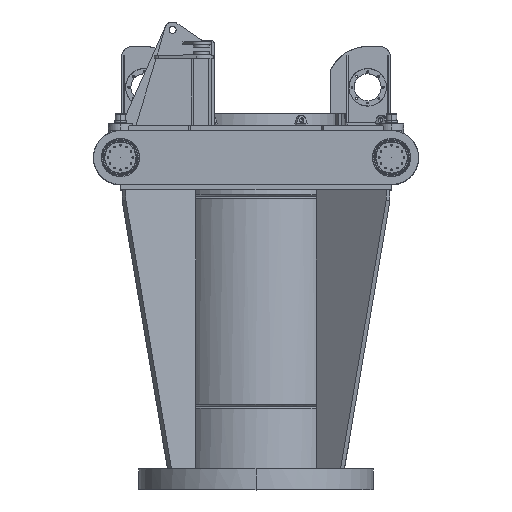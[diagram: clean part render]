
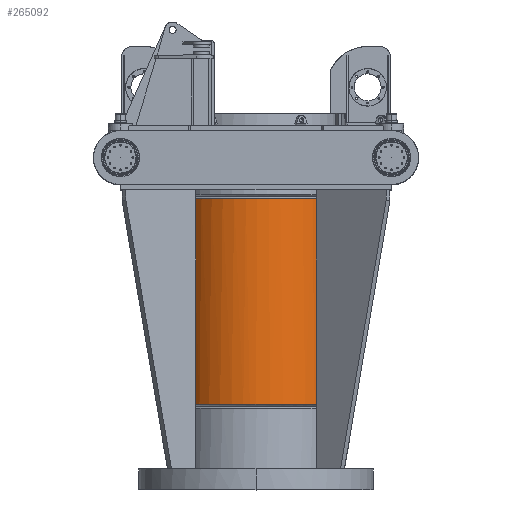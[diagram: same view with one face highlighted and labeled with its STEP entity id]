
A CAD part, top view. The second image highlights one B-rep face of the part: STEP entity #265092.
In plain terms, the highlighted free-form (B-spline) face has degree [2, 1] with [5, 2] control points.
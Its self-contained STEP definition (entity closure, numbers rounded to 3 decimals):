
#265092 = ADVANCED_FACE('',(#265093),#265135,.T.);
#265093 = FACE_BOUND('',#265094,.T.);
#265094 = EDGE_LOOP('',(#265095,#265104,#265114,#265121,#265129));
#265095 = ORIENTED_EDGE('',*,*,#265096,.F.);
#265096 = EDGE_CURVE('',#265097,#265099,#265101,.T.);
#265097 = VERTEX_POINT('',#265098);
#265098 = CARTESIAN_POINT('',(-1051.253,3794.747,
    171.234));
#265099 = VERTEX_POINT('',#265100);
#265100 = CARTESIAN_POINT('',(-1051.253,1111.546,
    171.234));
#265101 = B_SPLINE_CURVE_WITH_KNOTS('',1,(#265102,#265103),
  .UNSPECIFIED.,.F.,.F.,(2,2),(0.,3007.401),
  .PIECEWISE_BEZIER_KNOTS.);
#265102 = CARTESIAN_POINT('',(-1051.253,3794.747,
    171.234));
#265103 = CARTESIAN_POINT('',(-1051.253,1111.546,
    171.234));
#265104 = ORIENTED_EDGE('',*,*,#265105,.F.);
#265105 = EDGE_CURVE('',#265106,#265097,#265108,.T.);
#265106 = VERTEX_POINT('',#265107);
#265107 = CARTESIAN_POINT('',(1051.253,3794.747,
    171.234));
#265108 = ( BOUNDED_CURVE() B_SPLINE_CURVE(2,(#265109,#265110,#265111,
#265112,#265113),.UNSPECIFIED.,.F.,.F.) B_SPLINE_CURVE_WITH_KNOTS((3,2,3
    ),(0.,1.409,2.819),
.PIECEWISE_BEZIER_KNOTS.) CURVE() GEOMETRIC_REPRESENTATION_ITEM() 
RATIONAL_B_SPLINE_CURVE((1.,0.762,1.,0.762,1.)) 
REPRESENTATION_ITEM('') );
#265109 = CARTESIAN_POINT('',(1051.253,3794.747,
    171.234));
#265110 = CARTESIAN_POINT('',(905.654,3794.747,
    1065.108));
#265111 = CARTESIAN_POINT('',(0.,3794.747,
    1065.108));
#265112 = CARTESIAN_POINT('',(-905.654,3794.747,
    1065.108));
#265113 = CARTESIAN_POINT('',(-1051.253,3794.747,
    171.234));
#265114 = ORIENTED_EDGE('',*,*,#265115,.F.);
#265115 = EDGE_CURVE('',#265116,#265106,#265118,.T.);
#265116 = VERTEX_POINT('',#265117);
#265117 = CARTESIAN_POINT('',(1051.253,1111.546,
    171.234));
#265118 = B_SPLINE_CURVE_WITH_KNOTS('',1,(#265119,#265120),
  .UNSPECIFIED.,.F.,.F.,(2,2),(0.,3007.401),
  .PIECEWISE_BEZIER_KNOTS.);
#265119 = CARTESIAN_POINT('',(1051.253,1111.546,
    171.234));
#265120 = CARTESIAN_POINT('',(1051.253,3794.747,
    171.234));
#265121 = ORIENTED_EDGE('',*,*,#265122,.F.);
#265122 = EDGE_CURVE('',#265123,#265116,#265125,.T.);
#265123 = VERTEX_POINT('',#265124);
#265124 = CARTESIAN_POINT('',(0.,1111.546,
    1065.108));
#265125 = ( BOUNDED_CURVE() B_SPLINE_CURVE(2,(#265126,#265127,#265128),
.UNSPECIFIED.,.F.,.F.) B_SPLINE_CURVE_WITH_KNOTS((3,3),(
0.,1.409),.PIECEWISE_BEZIER_KNOTS.) CURVE() 
GEOMETRIC_REPRESENTATION_ITEM() RATIONAL_B_SPLINE_CURVE((1.,
0.762,1.)) REPRESENTATION_ITEM('') );
#265126 = CARTESIAN_POINT('',(0.,1111.546,
    1065.108));
#265127 = CARTESIAN_POINT('',(905.654,1111.546,
    1065.108));
#265128 = CARTESIAN_POINT('',(1051.253,1111.546,
    171.234));
#265129 = ORIENTED_EDGE('',*,*,#265130,.F.);
#265130 = EDGE_CURVE('',#265099,#265123,#265131,.T.);
#265131 = ( BOUNDED_CURVE() B_SPLINE_CURVE(2,(#265132,#265133,#265134),
.UNSPECIFIED.,.F.,.F.) B_SPLINE_CURVE_WITH_KNOTS((3,3),(
0.,1.409),.PIECEWISE_BEZIER_KNOTS.) CURVE() 
GEOMETRIC_REPRESENTATION_ITEM() RATIONAL_B_SPLINE_CURVE((1.,
0.762,1.)) REPRESENTATION_ITEM('') );
#265132 = CARTESIAN_POINT('',(-1051.253,1111.546,
    171.234));
#265133 = CARTESIAN_POINT('',(-905.654,1111.546,
    1065.108));
#265134 = CARTESIAN_POINT('',(0.,1111.546,
    1065.108));
#265135 = ( BOUNDED_SURFACE() B_SPLINE_SURFACE(2,1,(
    (#265136,#265137)
    ,(#265138,#265139)
    ,(#265140,#265141)
    ,(#265142,#265143)
    ,(#265144,#265145
)),.UNSPECIFIED.,.F.,.F.,.F.) B_SPLINE_SURFACE_WITH_KNOTS((3,2,3),(2,2),
  (1.732,3.142,4.551),(0.,3007.401),
.PIECEWISE_BEZIER_KNOTS.) GEOMETRIC_REPRESENTATION_ITEM() 
RATIONAL_B_SPLINE_SURFACE((
    (1.,1.)
    ,(0.762,0.762)
    ,(1.,1.)
    ,(0.762,0.762)
,(1.,1.))) REPRESENTATION_ITEM('') SURFACE() );
#265136 = CARTESIAN_POINT('',(-1051.253,3794.747,
    171.234));
#265137 = CARTESIAN_POINT('',(-1051.253,1111.546,
    171.234));
#265138 = CARTESIAN_POINT('',(-905.654,3794.747,
    1065.108));
#265139 = CARTESIAN_POINT('',(-905.654,1111.546,
    1065.108));
#265140 = CARTESIAN_POINT('',(0.,3794.747,
    1065.108));
#265141 = CARTESIAN_POINT('',(0.,1111.546,
    1065.108));
#265142 = CARTESIAN_POINT('',(905.654,3794.747,
    1065.108));
#265143 = CARTESIAN_POINT('',(905.654,1111.546,
    1065.108));
#265144 = CARTESIAN_POINT('',(1051.253,3794.747,
    171.234));
#265145 = CARTESIAN_POINT('',(1051.253,1111.546,
    171.234));
